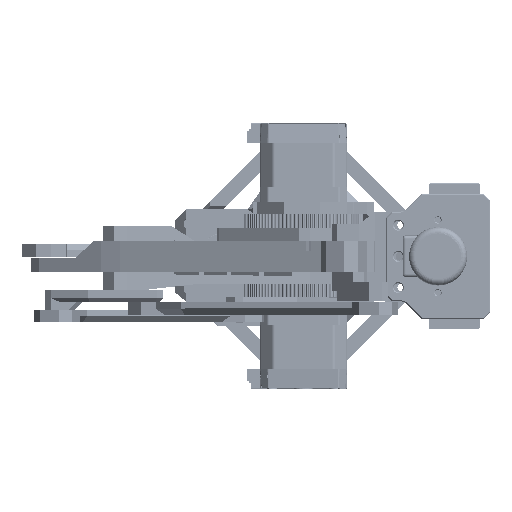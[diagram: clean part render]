
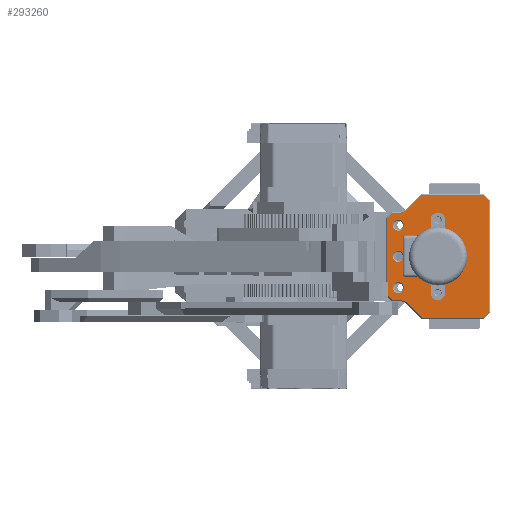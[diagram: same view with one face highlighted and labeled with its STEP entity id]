
A CAD part, top view. The second image highlights one B-rep face of the part: STEP entity #293260.
In plain terms, the highlighted planar face has unit normal (0, 0, 1).
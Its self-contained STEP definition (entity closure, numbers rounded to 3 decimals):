
#292550=CARTESIAN_POINT('',(156.904,-20.,205.348));
#292551=VERTEX_POINT('',#292550);
#292552=CARTESIAN_POINT('',(186.333,-20.,205.348));
#292553=VERTEX_POINT('',#292552);
#292554=CARTESIAN_POINT('',(156.904,-20.,205.348));
#292555=DIRECTION('',(1.,-0.,-0.));
#292556=VECTOR('',#292555,29.429);
#292557=LINE('',#292554,#292556);
#292558=EDGE_CURVE('',#292551,#292553,#292557,.T.);
#292590=CARTESIAN_POINT('',(189.041,-22.707,205.348));
#292591=VERTEX_POINT('',#292590);
#292592=CARTESIAN_POINT('',(186.333,-20.,205.348));
#292593=DIRECTION('',(0.707,-0.707,-0.));
#292594=VECTOR('',#292593,3.828);
#292595=LINE('',#292592,#292594);
#292596=EDGE_CURVE('',#292553,#292591,#292595,.T.);
#292621=CARTESIAN_POINT('',(189.041,-76.293,205.348));
#292622=VERTEX_POINT('',#292621);
#292623=CARTESIAN_POINT('',(189.041,-22.707,205.348));
#292624=DIRECTION('',(-0.,-1.,0.));
#292625=VECTOR('',#292624,53.586);
#292626=LINE('',#292623,#292625);
#292627=EDGE_CURVE('',#292591,#292622,#292626,.T.);
#292652=CARTESIAN_POINT('',(186.333,-79.,205.348));
#292653=VERTEX_POINT('',#292652);
#292654=CARTESIAN_POINT('',(189.041,-76.293,205.348));
#292655=DIRECTION('',(-0.707,-0.707,0.));
#292656=VECTOR('',#292655,3.828);
#292657=LINE('',#292654,#292656);
#292658=EDGE_CURVE('',#292622,#292653,#292657,.T.);
#292681=CARTESIAN_POINT('',(156.904,-79.,205.348));
#292682=VERTEX_POINT('',#292681);
#292683=CARTESIAN_POINT('',(186.333,-79.,205.348));
#292684=DIRECTION('',(-1.,0.,0.));
#292685=VECTOR('',#292684,29.429);
#292686=LINE('',#292683,#292685);
#292687=EDGE_CURVE('',#292653,#292682,#292686,.T.);
#292715=CARTESIAN_POINT('',(146.126,-70.5,205.348));
#292716=VERTEX_POINT('',#292715);
#292723=CARTESIAN_POINT('',(142.748,-70.5,205.348));
#292724=VERTEX_POINT('',#292723);
#292725=CARTESIAN_POINT('',(146.126,-70.5,205.348));
#292726=DIRECTION('',(-1.,0.,0.));
#292727=VECTOR('',#292726,3.379);
#292728=LINE('',#292725,#292727);
#292729=EDGE_CURVE('',#292716,#292724,#292728,.T.);
#292747=CARTESIAN_POINT('',(150.015,-72.111,205.348));
#292748=VERTEX_POINT('',#292747);
#292755=CARTESIAN_POINT('',(146.126,-76.,205.348));
#292756=DIRECTION('',(0.,0.,1.));
#292757=DIRECTION('',(-0.,-1.,0.));
#292758=AXIS2_PLACEMENT_3D('',#292755,#292756,#292757);
#292759=CIRCLE('',#292758,5.5);
#292760=EDGE_CURVE('',#292748,#292716,#292759,.T.);
#292778=CARTESIAN_POINT('',(156.904,-79.,205.348));
#292779=DIRECTION('',(-0.707,0.707,0.));
#292780=VECTOR('',#292779,9.743);
#292781=LINE('',#292778,#292780);
#292782=EDGE_CURVE('',#292682,#292748,#292781,.T.);
#292809=CARTESIAN_POINT('',(140.041,-67.793,205.348));
#292810=VERTEX_POINT('',#292809);
#292811=CARTESIAN_POINT('',(142.748,-70.5,205.348));
#292812=DIRECTION('',(-0.707,0.707,0.));
#292813=VECTOR('',#292812,3.828);
#292814=LINE('',#292811,#292813);
#292815=EDGE_CURVE('',#292724,#292810,#292814,.T.);
#292840=CARTESIAN_POINT('',(140.041,-31.207,205.348));
#292841=VERTEX_POINT('',#292840);
#292842=CARTESIAN_POINT('',(140.041,-67.793,205.348));
#292843=DIRECTION('',(0.,1.,-0.));
#292844=VECTOR('',#292843,36.586);
#292845=LINE('',#292842,#292844);
#292846=EDGE_CURVE('',#292810,#292841,#292845,.T.);
#292871=CARTESIAN_POINT('',(142.748,-28.5,205.348));
#292872=VERTEX_POINT('',#292871);
#292873=CARTESIAN_POINT('',(140.041,-31.207,205.348));
#292874=DIRECTION('',(0.707,0.707,-0.));
#292875=VECTOR('',#292874,3.828);
#292876=LINE('',#292873,#292875);
#292877=EDGE_CURVE('',#292841,#292872,#292876,.T.);
#292901=CARTESIAN_POINT('',(150.015,-26.889,205.348));
#292902=VERTEX_POINT('',#292901);
#292909=CARTESIAN_POINT('',(150.015,-26.889,205.348));
#292910=DIRECTION('',(0.707,0.707,-0.));
#292911=VECTOR('',#292910,9.743);
#292912=LINE('',#292909,#292911);
#292913=EDGE_CURVE('',#292902,#292551,#292912,.T.);
#292926=CARTESIAN_POINT('',(146.126,-28.5,205.348));
#292927=VERTEX_POINT('',#292926);
#292934=CARTESIAN_POINT('',(146.126,-23.,205.348));
#292935=DIRECTION('',(0.,0.,1.));
#292936=DIRECTION('',(-0.,-1.,0.));
#292937=AXIS2_PLACEMENT_3D('',#292934,#292935,#292936);
#292938=CIRCLE('',#292937,5.5);
#292939=EDGE_CURVE('',#292927,#292902,#292938,.T.);
#292957=CARTESIAN_POINT('',(142.748,-28.5,205.348));
#292958=DIRECTION('',(1.,-0.,-0.));
#292959=VECTOR('',#292958,3.379);
#292960=LINE('',#292957,#292959);
#292961=EDGE_CURVE('',#292872,#292927,#292960,.T.);
#293119=CARTESIAN_POINT('',(164.541,-49.5,205.348));
#293120=DIRECTION('',(-0.,-0.,-1.));
#293121=DIRECTION('',(0.,1.,-0.));
#293122=AXIS2_PLACEMENT_3D('',#293119,#293120,#293121);
#293123=PLANE('',#293122);
#293124=ORIENTED_EDGE('',*,*,#292729,.F.);
#293125=ORIENTED_EDGE('',*,*,#292760,.F.);
#293126=ORIENTED_EDGE('',*,*,#292782,.F.);
#293127=ORIENTED_EDGE('',*,*,#292687,.F.);
#293128=ORIENTED_EDGE('',*,*,#292658,.F.);
#293129=ORIENTED_EDGE('',*,*,#292627,.F.);
#293130=ORIENTED_EDGE('',*,*,#292596,.F.);
#293131=ORIENTED_EDGE('',*,*,#292558,.F.);
#293132=ORIENTED_EDGE('',*,*,#292913,.F.);
#293133=ORIENTED_EDGE('',*,*,#292939,.F.);
#293134=ORIENTED_EDGE('',*,*,#292961,.F.);
#293135=ORIENTED_EDGE('',*,*,#292877,.F.);
#293136=ORIENTED_EDGE('',*,*,#292846,.F.);
#293137=ORIENTED_EDGE('',*,*,#292815,.F.);
#293138=EDGE_LOOP('',(#293124,#293125,#293126,#293127,#293128,#293129,#293130,#293131,#293132,#293133,#293134,#293135,#293136,#293137));
#293139=FACE_BOUND('',#293138,.T.);
#293140=CARTESIAN_POINT('',(172.541,-44.25,205.348));
#293141=VERTEX_POINT('',#293140);
#293142=CARTESIAN_POINT('',(172.541,-54.75,205.348));
#293143=VERTEX_POINT('',#293142);
#293144=CARTESIAN_POINT('',(172.541,-49.5,205.348));
#293145=DIRECTION('',(0.,0.,1.));
#293146=DIRECTION('',(-0.,-1.,0.));
#293147=AXIS2_PLACEMENT_3D('',#293144,#293145,#293146);
#293148=CIRCLE('',#293147,5.25);
#293149=EDGE_CURVE('',#293141,#293143,#293148,.T.);
#293150=ORIENTED_EDGE('',*,*,#293149,.F.);
#293151=CARTESIAN_POINT('',(172.541,-49.5,205.348));
#293152=DIRECTION('',(0.,0.,1.));
#293153=DIRECTION('',(-0.,-1.,0.));
#293154=AXIS2_PLACEMENT_3D('',#293151,#293152,#293153);
#293155=CIRCLE('',#293154,5.25);
#293156=EDGE_CURVE('',#293143,#293141,#293155,.T.);
#293157=ORIENTED_EDGE('',*,*,#293156,.F.);
#293158=EDGE_LOOP('',(#293150,#293157));
#293159=FACE_BOUND('',#293158,.T.);
#293160=CARTESIAN_POINT('',(164.541,-65.1,205.348));
#293161=VERTEX_POINT('',#293160);
#293162=CARTESIAN_POINT('',(164.541,-68.9,205.348));
#293163=VERTEX_POINT('',#293162);
#293164=CARTESIAN_POINT('',(164.541,-67.,205.348));
#293165=DIRECTION('',(0.,0.,1.));
#293166=DIRECTION('',(-0.,-1.,0.));
#293167=AXIS2_PLACEMENT_3D('',#293164,#293165,#293166);
#293168=CIRCLE('',#293167,1.9);
#293169=EDGE_CURVE('',#293161,#293163,#293168,.T.);
#293170=ORIENTED_EDGE('',*,*,#293169,.F.);
#293171=CARTESIAN_POINT('',(164.541,-67.,205.348));
#293172=DIRECTION('',(0.,0.,1.));
#293173=DIRECTION('',(-0.,-1.,0.));
#293174=AXIS2_PLACEMENT_3D('',#293171,#293172,#293173);
#293175=CIRCLE('',#293174,1.9);
#293176=EDGE_CURVE('',#293163,#293161,#293175,.T.);
#293177=ORIENTED_EDGE('',*,*,#293176,.F.);
#293178=EDGE_LOOP('',(#293170,#293177));
#293179=FACE_BOUND('',#293178,.T.);
#293180=CARTESIAN_POINT('',(145.541,-46.85,205.348));
#293181=VERTEX_POINT('',#293180);
#293182=CARTESIAN_POINT('',(145.541,-52.15,205.348));
#293183=VERTEX_POINT('',#293182);
#293184=CARTESIAN_POINT('',(145.541,-49.5,205.348));
#293185=DIRECTION('',(0.,0.,1.));
#293186=DIRECTION('',(-0.,-1.,0.));
#293187=AXIS2_PLACEMENT_3D('',#293184,#293185,#293186);
#293188=CIRCLE('',#293187,2.65);
#293189=EDGE_CURVE('',#293181,#293183,#293188,.T.);
#293190=ORIENTED_EDGE('',*,*,#293189,.F.);
#293191=CARTESIAN_POINT('',(145.541,-49.5,205.348));
#293192=DIRECTION('',(0.,0.,1.));
#293193=DIRECTION('',(-0.,-1.,0.));
#293194=AXIS2_PLACEMENT_3D('',#293191,#293192,#293193);
#293195=CIRCLE('',#293194,2.65);
#293196=EDGE_CURVE('',#293183,#293181,#293195,.T.);
#293197=ORIENTED_EDGE('',*,*,#293196,.F.);
#293198=EDGE_LOOP('',(#293190,#293197));
#293199=FACE_BOUND('',#293198,.T.);
#293200=CARTESIAN_POINT('',(145.541,-61.85,205.348));
#293201=VERTEX_POINT('',#293200);
#293202=CARTESIAN_POINT('',(145.541,-67.15,205.348));
#293203=VERTEX_POINT('',#293202);
#293204=CARTESIAN_POINT('',(145.541,-64.5,205.348));
#293205=DIRECTION('',(0.,0.,1.));
#293206=DIRECTION('',(-0.,-1.,0.));
#293207=AXIS2_PLACEMENT_3D('',#293204,#293205,#293206);
#293208=CIRCLE('',#293207,2.65);
#293209=EDGE_CURVE('',#293201,#293203,#293208,.T.);
#293210=ORIENTED_EDGE('',*,*,#293209,.F.);
#293211=CARTESIAN_POINT('',(145.541,-64.5,205.348));
#293212=DIRECTION('',(0.,0.,1.));
#293213=DIRECTION('',(-0.,-1.,0.));
#293214=AXIS2_PLACEMENT_3D('',#293211,#293212,#293213);
#293215=CIRCLE('',#293214,2.65);
#293216=EDGE_CURVE('',#293203,#293201,#293215,.T.);
#293217=ORIENTED_EDGE('',*,*,#293216,.F.);
#293218=EDGE_LOOP('',(#293210,#293217));
#293219=FACE_BOUND('',#293218,.T.);
#293220=CARTESIAN_POINT('',(145.541,-31.85,205.348));
#293221=VERTEX_POINT('',#293220);
#293222=CARTESIAN_POINT('',(145.541,-37.15,205.348));
#293223=VERTEX_POINT('',#293222);
#293224=CARTESIAN_POINT('',(145.541,-34.5,205.348));
#293225=DIRECTION('',(0.,0.,1.));
#293226=DIRECTION('',(-0.,-1.,0.));
#293227=AXIS2_PLACEMENT_3D('',#293224,#293225,#293226);
#293228=CIRCLE('',#293227,2.65);
#293229=EDGE_CURVE('',#293221,#293223,#293228,.T.);
#293230=ORIENTED_EDGE('',*,*,#293229,.F.);
#293231=CARTESIAN_POINT('',(145.541,-34.5,205.348));
#293232=DIRECTION('',(0.,0.,1.));
#293233=DIRECTION('',(-0.,-1.,0.));
#293234=AXIS2_PLACEMENT_3D('',#293231,#293232,#293233);
#293235=CIRCLE('',#293234,2.65);
#293236=EDGE_CURVE('',#293223,#293221,#293235,.T.);
#293237=ORIENTED_EDGE('',*,*,#293236,.F.);
#293238=EDGE_LOOP('',(#293230,#293237));
#293239=FACE_BOUND('',#293238,.T.);
#293240=CARTESIAN_POINT('',(164.541,-30.1,205.348));
#293241=VERTEX_POINT('',#293240);
#293242=CARTESIAN_POINT('',(164.541,-33.9,205.348));
#293243=VERTEX_POINT('',#293242);
#293244=CARTESIAN_POINT('',(164.541,-32.,205.348));
#293245=DIRECTION('',(0.,0.,1.));
#293246=DIRECTION('',(-0.,-1.,0.));
#293247=AXIS2_PLACEMENT_3D('',#293244,#293245,#293246);
#293248=CIRCLE('',#293247,1.9);
#293249=EDGE_CURVE('',#293241,#293243,#293248,.T.);
#293250=ORIENTED_EDGE('',*,*,#293249,.F.);
#293251=CARTESIAN_POINT('',(164.541,-32.,205.348));
#293252=DIRECTION('',(0.,0.,1.));
#293253=DIRECTION('',(-0.,-1.,0.));
#293254=AXIS2_PLACEMENT_3D('',#293251,#293252,#293253);
#293255=CIRCLE('',#293254,1.9);
#293256=EDGE_CURVE('',#293243,#293241,#293255,.T.);
#293257=ORIENTED_EDGE('',*,*,#293256,.F.);
#293258=EDGE_LOOP('',(#293250,#293257));
#293259=FACE_BOUND('',#293258,.T.);
#293260=ADVANCED_FACE('',(#293139,#293159,#293179,#293199,#293219,#293239,#293259),#293123,.F.);
